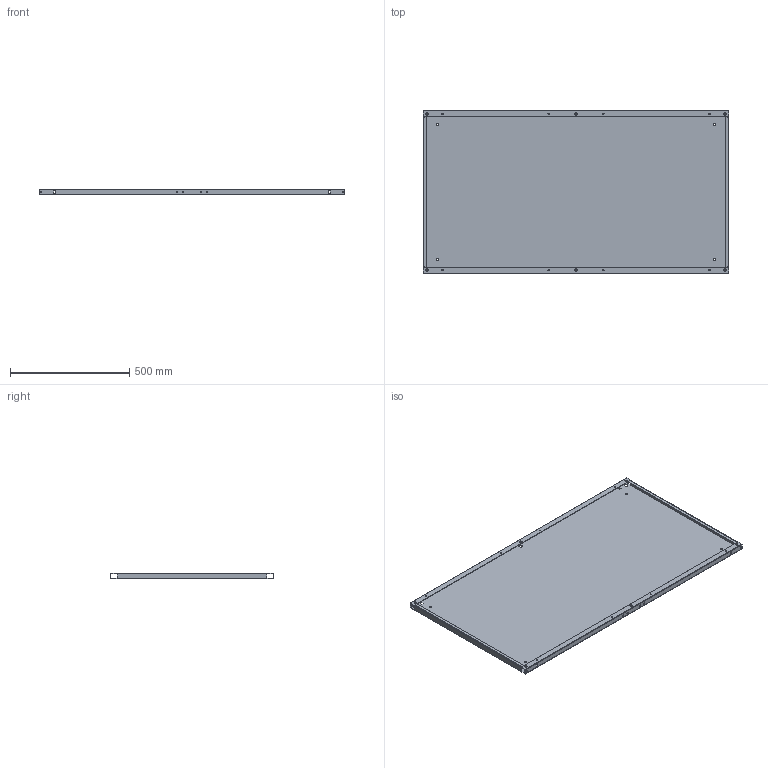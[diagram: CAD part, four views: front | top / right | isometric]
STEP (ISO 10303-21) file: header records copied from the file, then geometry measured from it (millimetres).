
FILE_DESCRIPTION (( 'STEP AP203' ), '1' );
FILE_NAME ('1400x800.step', '2011-02-17T15:03:51', ( 'User' ), ( 'DKC' ), 'SwSTEP 2.0', 'SolidWorks 2010', '' );
FILE_SCHEMA (( 'CONFIG_CONTROL_DESIGN' ));
Length unit declared in the file: millimetre
Products named in the file (1): 1400x800
Bounding box: 1283.02 x 686 x 25 mm (x, y, z)
Volume: 2577710.2 mm3; surface area: 2076021.3 mm2
Topology: 1 solids, 1 shells, 194 faces, 516 edges, 324 vertices
Faces by surface type: plane 106, cylinder 88
Entity records: 6253 total; most frequent: DIRECTION 1086, CARTESIAN_POINT 1035, ORIENTED_EDGE 1032, EDGE_CURVE 516, AXIS2_PLACEMENT_3D 375, LINE 336, VECTOR 336, VERTEX_POINT 324
